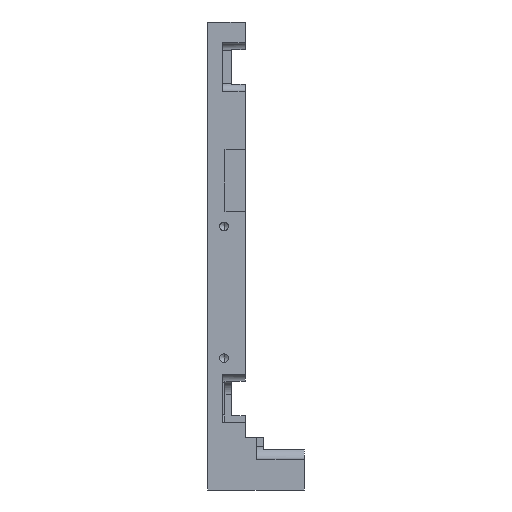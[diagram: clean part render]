
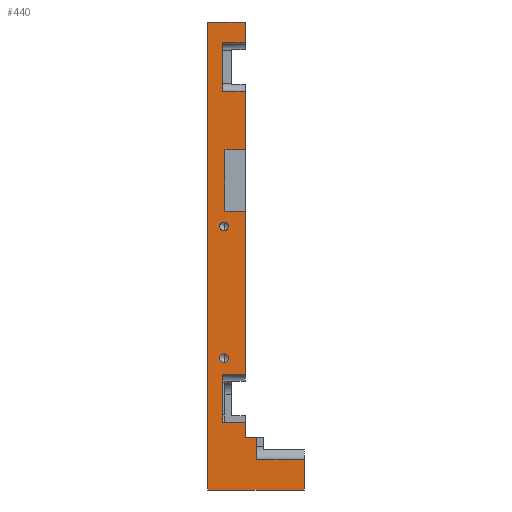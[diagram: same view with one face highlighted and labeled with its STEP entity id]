
A CAD part, left-side view. The second image highlights one B-rep face of the part: STEP entity #440.
In plain terms, the highlighted planar face has unit normal (-1, 0, 0).
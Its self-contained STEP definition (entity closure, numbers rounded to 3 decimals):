
#83=PLANE('',#5830);
#247=FACE_BOUND('',#1246,.T.);
#248=FACE_BOUND('',#1247,.T.);
#249=FACE_BOUND('',#1248,.T.);
#440=ADVANCED_FACE('',(#247,#248,#249),#83,.F.);
#1246=EDGE_LOOP('',(#3116,#3117));
#1247=EDGE_LOOP('',(#3118,#3119));
#1248=EDGE_LOOP('',(#3120,#3121,#3122,#3123,#3124,#3125,#3126,#3127,#3128,
#3129,#3130,#3131,#3132,#3133,#3134,#3135,#3136,#3137,#3138,#3139));
#1445=LINE('',#8079,#1850);
#1617=LINE('',#8633,#2022);
#1641=LINE('',#8703,#2046);
#1667=LINE('',#8761,#2072);
#1691=LINE('',#8831,#2096);
#1718=LINE('',#8895,#2123);
#1721=LINE('',#8902,#2126);
#1727=LINE('',#8914,#2132);
#1735=LINE('',#8933,#2140);
#1738=LINE('',#8941,#2143);
#1739=LINE('',#8945,#2144);
#1740=LINE('',#8947,#2145);
#1741=LINE('',#8949,#2146);
#1742=LINE('',#8950,#2147);
#1743=LINE('',#8951,#2148);
#1744=LINE('',#8952,#2149);
#1745=LINE('',#8953,#2150);
#1746=LINE('',#8955,#2151);
#1747=LINE('',#8956,#2152);
#1748=LINE('',#8957,#2153);
#1850=VECTOR('',#6394,1.);
#2022=VECTOR('',#6974,1.);
#2046=VECTOR('',#7040,1.);
#2072=VECTOR('',#7086,1.);
#2096=VECTOR('',#7150,1.);
#2123=VECTOR('',#7211,1.);
#2126=VECTOR('',#7216,1.);
#2132=VECTOR('',#7226,1.);
#2140=VECTOR('',#7244,1.);
#2143=VECTOR('',#7251,1.);
#2144=VECTOR('',#7258,1.);
#2145=VECTOR('',#7259,1.);
#2146=VECTOR('',#7260,1.);
#2147=VECTOR('',#7261,1.);
#2148=VECTOR('',#7262,1.);
#2149=VECTOR('',#7263,1.);
#2150=VECTOR('',#7264,1.);
#2151=VECTOR('',#7265,1.);
#2152=VECTOR('',#7266,1.);
#2153=VECTOR('',#7267,1.);
#3116=ORIENTED_EDGE('',*,*,#4896,.F.);
#3117=ORIENTED_EDGE('',*,*,#4560,.F.);
#3118=ORIENTED_EDGE('',*,*,#4897,.F.);
#3119=ORIENTED_EDGE('',*,*,#4566,.F.);
#3120=ORIENTED_EDGE('',*,*,#4837,.T.);
#3121=ORIENTED_EDGE('',*,*,#4898,.F.);
#3122=ORIENTED_EDGE('',*,*,#4899,.F.);
#3123=ORIENTED_EDGE('',*,*,#4900,.T.);
#3124=ORIENTED_EDGE('',*,*,#4768,.T.);
#3125=ORIENTED_EDGE('',*,*,#4901,.F.);
#3126=ORIENTED_EDGE('',*,*,#4454,.F.);
#3127=ORIENTED_EDGE('',*,*,#4902,.F.);
#3128=ORIENTED_EDGE('',*,*,#4732,.F.);
#3129=ORIENTED_EDGE('',*,*,#4903,.F.);
#3130=ORIENTED_EDGE('',*,*,#4895,.T.);
#3131=ORIENTED_EDGE('',*,*,#4875,.T.);
#3132=ORIENTED_EDGE('',*,*,#4881,.T.);
#3133=ORIENTED_EDGE('',*,*,#4891,.F.);
#3134=ORIENTED_EDGE('',*,*,#4904,.T.);
#3135=ORIENTED_EDGE('',*,*,#4905,.T.);
#3136=ORIENTED_EDGE('',*,*,#4872,.T.);
#3137=ORIENTED_EDGE('',*,*,#4906,.F.);
#3138=ORIENTED_EDGE('',*,*,#4799,.F.);
#3139=ORIENTED_EDGE('',*,*,#4907,.T.);
#3936=VERTEX_POINT('',#8078);
#3937=VERTEX_POINT('',#8080);
#4003=VERTEX_POINT('',#8278);
#4004=VERTEX_POINT('',#8280);
#4008=VERTEX_POINT('',#8291);
#4009=VERTEX_POINT('',#8293);
#4114=VERTEX_POINT('',#8632);
#4115=VERTEX_POINT('',#8634);
#4139=VERTEX_POINT('',#8702);
#4140=VERTEX_POINT('',#8704);
#4161=VERTEX_POINT('',#8760);
#4162=VERTEX_POINT('',#8762);
#4187=VERTEX_POINT('',#8830);
#4188=VERTEX_POINT('',#8832);
#4205=VERTEX_POINT('',#8890);
#4207=VERTEX_POINT('',#8894);
#4210=VERTEX_POINT('',#8901);
#4211=VERTEX_POINT('',#8903);
#4214=VERTEX_POINT('',#8913);
#4220=VERTEX_POINT('',#8932);
#4222=VERTEX_POINT('',#8937);
#4224=VERTEX_POINT('',#8946);
#4225=VERTEX_POINT('',#8948);
#4226=VERTEX_POINT('',#8954);
#4454=EDGE_CURVE('',#3936,#3937,#1445,.T.);
#4560=EDGE_CURVE('',#4003,#4004,#5224,.T.);
#4566=EDGE_CURVE('',#4008,#4009,#5226,.T.);
#4732=EDGE_CURVE('',#4114,#4115,#1617,.T.);
#4768=EDGE_CURVE('',#4140,#4139,#1641,.T.);
#4799=EDGE_CURVE('',#4161,#4162,#1667,.T.);
#4837=EDGE_CURVE('',#4188,#4187,#1691,.T.);
#4872=EDGE_CURVE('',#4205,#4207,#1718,.T.);
#4875=EDGE_CURVE('',#4211,#4210,#1721,.T.);
#4881=EDGE_CURVE('',#4210,#4214,#1727,.T.);
#4891=EDGE_CURVE('',#4220,#4214,#1735,.T.);
#4895=EDGE_CURVE('',#4222,#4211,#1738,.T.);
#4896=EDGE_CURVE('',#4004,#4003,#5322,.T.);
#4897=EDGE_CURVE('',#4009,#4008,#5323,.T.);
#4898=EDGE_CURVE('',#4224,#4187,#1739,.T.);
#4899=EDGE_CURVE('',#4225,#4224,#1740,.T.);
#4900=EDGE_CURVE('',#4225,#4140,#1741,.T.);
#4901=EDGE_CURVE('',#3937,#4139,#1742,.T.);
#4902=EDGE_CURVE('',#4115,#3936,#1743,.T.);
#4903=EDGE_CURVE('',#4222,#4114,#1744,.T.);
#4904=EDGE_CURVE('',#4220,#4226,#1745,.T.);
#4905=EDGE_CURVE('',#4226,#4205,#1746,.T.);
#4906=EDGE_CURVE('',#4162,#4207,#1747,.T.);
#4907=EDGE_CURVE('',#4161,#4188,#1748,.T.);
#5224=CIRCLE('',#5622,1.65);
#5226=CIRCLE('',#5626,1.65);
#5322=CIRCLE('',#5828,1.65);
#5323=CIRCLE('',#5829,1.65);
#5622=AXIS2_PLACEMENT_3D('',#8279,#6604,#6605);
#5626=AXIS2_PLACEMENT_3D('',#8292,#6616,#6617);
#5828=AXIS2_PLACEMENT_3D('',#8943,#7254,#7255);
#5829=AXIS2_PLACEMENT_3D('',#8944,#7256,#7257);
#5830=AXIS2_PLACEMENT_3D('',#8958,#7268,#7269);
#6394=DIRECTION('',(0.,0.,1.));
#6604=DIRECTION('',(-1.,0.,0.));
#6605=DIRECTION('',(0.,0.,1.));
#6616=DIRECTION('',(-1.,0.,0.));
#6617=DIRECTION('',(0.,0.,1.));
#6974=DIRECTION('',(0.,0.,-1.));
#7040=DIRECTION('',(0.,0.,1.));
#7086=DIRECTION('',(0.,0.,-1.));
#7150=DIRECTION('',(0.,0.,1.));
#7211=DIRECTION('',(0.,0.,1.));
#7216=DIRECTION('',(0.,1.,0.));
#7226=DIRECTION('',(0.,0.,1.));
#7244=DIRECTION('',(0.,-1.,0.));
#7251=DIRECTION('',(0.,0.,1.));
#7254=DIRECTION('',(-1.,0.,0.));
#7255=DIRECTION('',(0.,0.,1.));
#7256=DIRECTION('',(-1.,0.,0.));
#7257=DIRECTION('',(0.,0.,1.));
#7258=DIRECTION('',(0.,-1.,0.));
#7259=DIRECTION('',(0.,0.,-1.));
#7260=DIRECTION('',(0.,-1.,0.));
#7261=DIRECTION('',(0.,-1.,0.));
#7262=DIRECTION('',(0.,1.,0.));
#7263=DIRECTION('',(0.,-1.,0.));
#7264=DIRECTION('',(0.,0.,1.));
#7265=DIRECTION('',(0.,-1.,0.));
#7266=DIRECTION('',(0.,-1.,0.));
#7267=DIRECTION('',(0.,-1.,0.));
#7268=DIRECTION('',(1.,0.,0.));
#7269=DIRECTION('',(0.,0.,1.));
#8078=CARTESIAN_POINT('',(-99.,41.7,-98.922));
#8079=CARTESIAN_POINT('',(-99.,41.7,81.078));
#8080=CARTESIAN_POINT('',(-99.,41.7,81.078));
#8278=CARTESIAN_POINT('',(-99.,35.376,-49.826));
#8279=CARTESIAN_POINT('',(-99.,35.376,-48.176));
#8280=CARTESIAN_POINT('',(-99.,35.376,-46.526));
#8291=CARTESIAN_POINT('',(-99.,35.376,0.844));
#8292=CARTESIAN_POINT('',(-99.,35.376,2.494));
#8293=CARTESIAN_POINT('',(-99.,35.376,4.144));
#8632=CARTESIAN_POINT('',(-99.,4.45,-87.05));
#8633=CARTESIAN_POINT('',(-99.,4.45,81.078));
#8634=CARTESIAN_POINT('',(-99.,4.45,-98.922));
#8702=CARTESIAN_POINT('',(-99.,27.2,81.078));
#8703=CARTESIAN_POINT('',(-99.,27.2,81.078));
#8704=CARTESIAN_POINT('',(-99.,27.2,73.05));
#8760=CARTESIAN_POINT('',(-99.,35.,32.));
#8761=CARTESIAN_POINT('',(-99.,35.,8.25));
#8762=CARTESIAN_POINT('',(-99.,35.,8.25));
#8830=CARTESIAN_POINT('',(-99.,27.2,54.45));
#8831=CARTESIAN_POINT('',(-99.,27.2,81.078));
#8832=CARTESIAN_POINT('',(-99.,27.2,32.));
#8890=CARTESIAN_POINT('',(-99.,27.2,-54.45));
#8894=CARTESIAN_POINT('',(-99.,27.2,8.25));
#8895=CARTESIAN_POINT('',(-99.,27.2,81.078));
#8901=CARTESIAN_POINT('',(-99.,27.2,-78.547));
#8902=CARTESIAN_POINT('',(-99.,27.2,-78.547));
#8903=CARTESIAN_POINT('',(-99.,22.8,-78.547));
#8913=CARTESIAN_POINT('',(-99.,27.2,-73.05));
#8914=CARTESIAN_POINT('',(-99.,27.2,81.078));
#8932=CARTESIAN_POINT('',(-99.,36.,-73.05));
#8933=CARTESIAN_POINT('',(-99.,36.,-73.05));
#8937=CARTESIAN_POINT('',(-99.,22.8,-87.05));
#8941=CARTESIAN_POINT('',(-99.,22.8,-87.05));
#8943=CARTESIAN_POINT('',(-99.,35.376,-48.176));
#8944=CARTESIAN_POINT('',(-99.,35.376,2.494));
#8945=CARTESIAN_POINT('',(-99.,36.,54.45));
#8946=CARTESIAN_POINT('',(-99.,36.,54.45));
#8947=CARTESIAN_POINT('',(-99.,36.,73.05));
#8948=CARTESIAN_POINT('',(-99.,36.,73.05));
#8949=CARTESIAN_POINT('',(-99.,36.,73.05));
#8950=CARTESIAN_POINT('',(-99.,41.7,81.078));
#8951=CARTESIAN_POINT('',(-99.,41.7,-98.922));
#8952=CARTESIAN_POINT('',(-99.,22.8,-87.05));
#8953=CARTESIAN_POINT('',(-99.,36.,-73.05));
#8954=CARTESIAN_POINT('',(-99.,36.,-54.45));
#8955=CARTESIAN_POINT('',(-99.,36.,-54.45));
#8956=CARTESIAN_POINT('',(-99.,35.,8.25));
#8957=CARTESIAN_POINT('',(-99.,35.,32.));
#8958=CARTESIAN_POINT('',(-99.,0.,0.));
